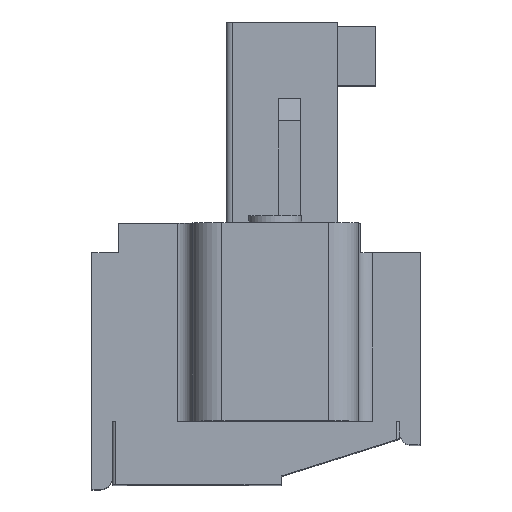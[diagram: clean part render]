
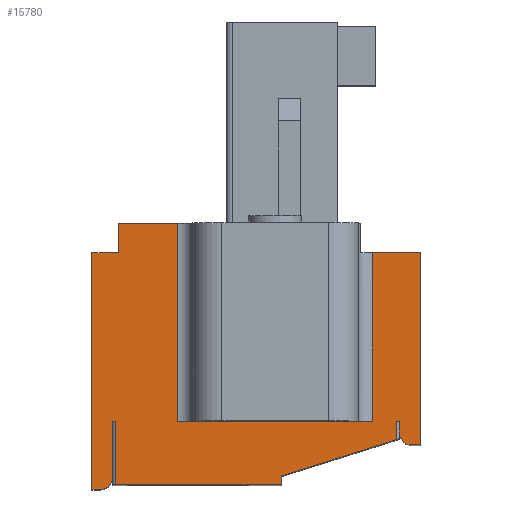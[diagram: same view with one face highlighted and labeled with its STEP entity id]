
A CAD part, top view. The second image highlights one B-rep face of the part: STEP entity #15780.
In plain terms, the highlighted planar face has unit normal (0, 0, 1).
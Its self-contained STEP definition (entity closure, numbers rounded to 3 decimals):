
#588=PLANE('',#17025);
#1337=FACE_OUTER_BOUND('',#2251,.T.);
#2251=EDGE_LOOP('',(#13796,#13797,#13798,#13799,#13800,#13801,#13802,#13803,
#13804,#13805,#13806,#13807,#13808,#13809,#13810,#13811,#13812,#13813,#13814,
#13815,#13816,#13817));
#2534=CIRCLE('',#16137,0.4);
#2536=CIRCLE('',#16146,0.4);
#3301=LINE('',#25662,#4888);
#3328=LINE('',#25751,#4915);
#3330=LINE('',#25755,#4917);
#3332=LINE('',#25759,#4919);
#3350=LINE('',#25795,#4937);
#3356=LINE('',#25810,#4943);
#3374=LINE('',#25847,#4961);
#3376=LINE('',#25853,#4963);
#3382=LINE('',#25867,#4969);
#3385=LINE('',#25880,#4972);
#4572=LINE('',#31082,#6159);
#4574=LINE('',#31088,#6161);
#4575=LINE('',#31089,#6162);
#4576=LINE('',#31091,#6163);
#4577=LINE('',#31093,#6164);
#4578=LINE('',#31094,#6165);
#4579=LINE('',#31096,#6166);
#4580=LINE('',#31098,#6167);
#4581=LINE('',#31099,#6168);
#4582=LINE('',#31100,#6169);
#4888=VECTOR('',#17560,2.);
#4915=VECTOR('',#17625,1.);
#4917=VECTOR('',#17629,0.9);
#4919=VECTOR('',#17633,8.);
#4937=VECTOR('',#17653,0.3);
#4943=VECTOR('',#17667,5.6);
#4961=VECTOR('',#17689,0.3);
#4963=VECTOR('',#17695,4.089);
#4969=VECTOR('',#17709,0.3);
#4972=VECTOR('',#17720,6.5);
#6159=VECTOR('',#20651,1.6);
#6161=VECTOR('',#20657,6.6);
#6162=VECTOR('',#20658,6.7);
#6163=VECTOR('',#20659,1.9);
#6164=VECTOR('',#20660,0.1);
#6165=VECTOR('',#20661,2.15);
#6166=VECTOR('',#20662,0.621);
#6167=VECTOR('',#20663,0.1);
#6168=VECTOR('',#20664,0.4);
#6169=VECTOR('',#20665,5.7);
#6542=VERTEX_POINT('',#25659);
#6543=VERTEX_POINT('',#25661);
#6586=VERTEX_POINT('',#25749);
#6587=VERTEX_POINT('',#25753);
#6588=VERTEX_POINT('',#25757);
#6605=VERTEX_POINT('',#25793);
#6607=VERTEX_POINT('',#25799);
#6609=VERTEX_POINT('',#25807);
#6610=VERTEX_POINT('',#25809);
#6627=VERTEX_POINT('',#25845);
#6629=VERTEX_POINT('',#25851);
#6631=VERTEX_POINT('',#25859);
#6632=VERTEX_POINT('',#25861);
#6633=VERTEX_POINT('',#25865);
#6639=VERTEX_POINT('',#25878);
#7613=VERTEX_POINT('',#31081);
#7614=VERTEX_POINT('',#31086);
#7615=VERTEX_POINT('',#31087);
#7616=VERTEX_POINT('',#31090);
#7617=VERTEX_POINT('',#31092);
#7618=VERTEX_POINT('',#31095);
#7619=VERTEX_POINT('',#31097);
#8109=EDGE_CURVE('',#6542,#6543,#3301,.T.);
#8154=EDGE_CURVE('',#6586,#6542,#3328,.T.);
#8156=EDGE_CURVE('',#6587,#6586,#3330,.T.);
#8158=EDGE_CURVE('',#6588,#6587,#3332,.T.);
#8176=EDGE_CURVE('',#6605,#6588,#3350,.T.);
#8179=EDGE_CURVE('',#6607,#6605,#2534,.T.);
#8183=EDGE_CURVE('',#6609,#6610,#3356,.T.);
#8202=EDGE_CURVE('',#6627,#6609,#3374,.T.);
#8205=EDGE_CURVE('',#6627,#6629,#3376,.T.);
#8209=EDGE_CURVE('',#6631,#6632,#2536,.T.);
#8212=EDGE_CURVE('',#6633,#6631,#3382,.T.);
#8218=EDGE_CURVE('',#6639,#6633,#3385,.T.);
#9750=EDGE_CURVE('',#7613,#6639,#4572,.T.);
#9753=EDGE_CURVE('',#7614,#7615,#4574,.T.);
#9754=EDGE_CURVE('',#6543,#7615,#4575,.T.);
#9755=EDGE_CURVE('',#7616,#6607,#4576,.T.);
#9756=EDGE_CURVE('',#7617,#7616,#4577,.T.);
#9757=EDGE_CURVE('',#7617,#6610,#4578,.T.);
#9758=EDGE_CURVE('',#6629,#7618,#4579,.T.);
#9759=EDGE_CURVE('',#7619,#7618,#4580,.T.);
#9760=EDGE_CURVE('',#6632,#7619,#4581,.T.);
#9761=EDGE_CURVE('',#7614,#7613,#4582,.T.);
#13796=ORIENTED_EDGE('',*,*,#9753,.T.);
#13797=ORIENTED_EDGE('',*,*,#9754,.F.);
#13798=ORIENTED_EDGE('',*,*,#8109,.F.);
#13799=ORIENTED_EDGE('',*,*,#8154,.F.);
#13800=ORIENTED_EDGE('',*,*,#8156,.F.);
#13801=ORIENTED_EDGE('',*,*,#8158,.F.);
#13802=ORIENTED_EDGE('',*,*,#8176,.F.);
#13803=ORIENTED_EDGE('',*,*,#8179,.F.);
#13804=ORIENTED_EDGE('',*,*,#9755,.F.);
#13805=ORIENTED_EDGE('',*,*,#9756,.F.);
#13806=ORIENTED_EDGE('',*,*,#9757,.T.);
#13807=ORIENTED_EDGE('',*,*,#8183,.F.);
#13808=ORIENTED_EDGE('',*,*,#8202,.F.);
#13809=ORIENTED_EDGE('',*,*,#8205,.T.);
#13810=ORIENTED_EDGE('',*,*,#9758,.T.);
#13811=ORIENTED_EDGE('',*,*,#9759,.F.);
#13812=ORIENTED_EDGE('',*,*,#9760,.F.);
#13813=ORIENTED_EDGE('',*,*,#8209,.F.);
#13814=ORIENTED_EDGE('',*,*,#8212,.F.);
#13815=ORIENTED_EDGE('',*,*,#8218,.F.);
#13816=ORIENTED_EDGE('',*,*,#9750,.F.);
#13817=ORIENTED_EDGE('',*,*,#9761,.F.);
#15780=ADVANCED_FACE('',(#1337),#588,.T.);
#16137=AXIS2_PLACEMENT_3D('',#25801,#17658,#17659);
#16146=AXIS2_PLACEMENT_3D('',#25862,#17703,#17704);
#17025=AXIS2_PLACEMENT_3D('',#31085,#20655,#20656);
#17560=DIRECTION('',(1.,0.,0.));
#17625=DIRECTION('',(0.,1.,0.));
#17629=DIRECTION('',(1.,0.,0.));
#17633=DIRECTION('',(0.,1.,0.));
#17653=DIRECTION('',(-1.,0.,0.));
#17658=DIRECTION('center_axis',(0.,0.,-1.));
#17659=DIRECTION('ref_axis',(1.,0.,0.));
#17667=DIRECTION('',(-1.,0.,0.));
#17689=DIRECTION('',(0.,-1.,0.));
#17695=DIRECTION('',(0.954,0.3,0.));
#17703=DIRECTION('center_axis',(0.,0.,-1.));
#17704=DIRECTION('ref_axis',(0.,-1.,0.));
#17709=DIRECTION('',(-1.,0.,0.));
#17720=DIRECTION('',(0.,-1.,0.));
#20651=DIRECTION('',(1.,0.,0.));
#20655=DIRECTION('center_axis',(0.,0.,1.));
#20656=DIRECTION('ref_axis',(-1.,0.,0.));
#20657=DIRECTION('',(-1.,0.,0.));
#20658=DIRECTION('',(0.,-1.,0.));
#20659=DIRECTION('',(0.,-1.,0.));
#20660=DIRECTION('',(-1.,0.,0.));
#20661=DIRECTION('',(0.,-1.,0.));
#20662=DIRECTION('',(0.,1.,0.));
#20663=DIRECTION('',(-1.,0.,0.));
#20664=DIRECTION('',(0.,1.,0.));
#20665=DIRECTION('',(0.,1.,0.));
#25659=CARTESIAN_POINT('',(0.9,9.,-5.2));
#25661=CARTESIAN_POINT('',(2.9,9.,-5.2));
#25662=CARTESIAN_POINT('',(0.9,9.,-5.2));
#25749=CARTESIAN_POINT('',(0.9,8.,-5.2));
#25751=CARTESIAN_POINT('',(0.9,8.,-5.2));
#25753=CARTESIAN_POINT('',(0.,8.,-5.2));
#25755=CARTESIAN_POINT('',(0.,8.,-5.2));
#25757=CARTESIAN_POINT('',(0.,0.,-5.2));
#25759=CARTESIAN_POINT('',(0.,0.,-5.2));
#25793=CARTESIAN_POINT('',(0.3,0.,-5.2));
#25795=CARTESIAN_POINT('',(0.3,0.,-5.2));
#25799=CARTESIAN_POINT('',(0.7,0.4,-5.2));
#25801=CARTESIAN_POINT('Origin',(0.3,0.4,-5.2));
#25807=CARTESIAN_POINT('',(6.4,0.15,-5.2));
#25809=CARTESIAN_POINT('',(0.8,0.15,-5.2));
#25810=CARTESIAN_POINT('',(6.4,0.15,-5.2));
#25845=CARTESIAN_POINT('',(6.4,0.45,-5.2));
#25847=CARTESIAN_POINT('',(6.4,0.45,-5.2));
#25851=CARTESIAN_POINT('',(10.3,1.679,-5.2));
#25853=CARTESIAN_POINT('',(6.4,0.45,-5.2));
#25859=CARTESIAN_POINT('',(10.8,1.5,-5.2));
#25861=CARTESIAN_POINT('',(10.4,1.9,-5.2));
#25862=CARTESIAN_POINT('Origin',(10.8,1.9,-5.2));
#25865=CARTESIAN_POINT('',(11.1,1.5,-5.2));
#25867=CARTESIAN_POINT('',(11.1,1.5,-5.2));
#25878=CARTESIAN_POINT('',(11.1,8.,-5.2));
#25880=CARTESIAN_POINT('',(11.1,8.,-5.2));
#31081=CARTESIAN_POINT('',(9.5,8.,-5.2));
#31082=CARTESIAN_POINT('',(9.5,8.,-5.2));
#31085=CARTESIAN_POINT('Origin',(1.45,4.5,-5.2));
#31086=CARTESIAN_POINT('',(9.5,2.3,-5.2));
#31087=CARTESIAN_POINT('',(2.9,2.3,-5.2));
#31088=CARTESIAN_POINT('',(9.5,2.3,-5.2));
#31089=CARTESIAN_POINT('',(2.9,9.,-5.2));
#31090=CARTESIAN_POINT('',(0.7,2.3,-5.2));
#31091=CARTESIAN_POINT('',(0.7,2.3,-5.2));
#31092=CARTESIAN_POINT('',(0.8,2.3,-5.2));
#31093=CARTESIAN_POINT('',(0.8,2.3,-5.2));
#31094=CARTESIAN_POINT('',(0.8,2.3,-5.2));
#31095=CARTESIAN_POINT('',(10.3,2.3,-5.2));
#31096=CARTESIAN_POINT('',(10.3,1.679,-5.2));
#31097=CARTESIAN_POINT('',(10.4,2.3,-5.2));
#31098=CARTESIAN_POINT('',(10.4,2.3,-5.2));
#31099=CARTESIAN_POINT('',(10.4,1.9,-5.2));
#31100=CARTESIAN_POINT('',(9.5,2.3,-5.2));
